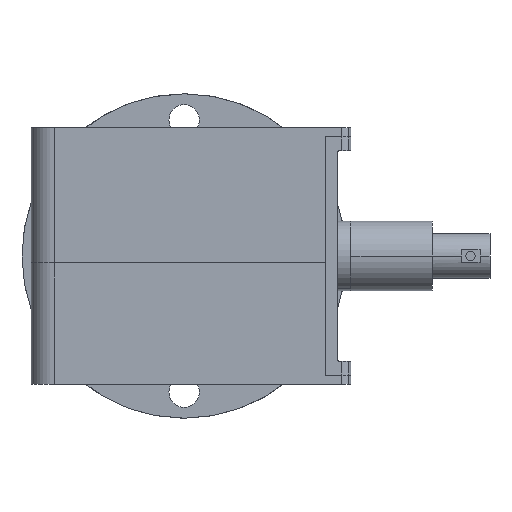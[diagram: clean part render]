
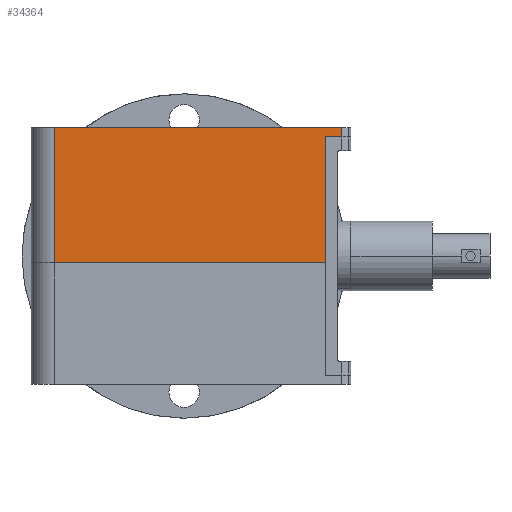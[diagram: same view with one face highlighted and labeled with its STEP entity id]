
A CAD part, front view. The second image highlights one B-rep face of the part: STEP entity #34364.
In plain terms, the highlighted planar face has unit normal (0, -1, 0).
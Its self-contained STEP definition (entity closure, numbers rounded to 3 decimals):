
#326 = CARTESIAN_POINT ( 'NONE',  ( 15.862, 61.241, 82.2 ) ) ;
#578 = VERTEX_POINT ( 'NONE', #17074 ) ;
#1031 = PLANE ( 'NONE',  #25229 ) ;
#1820 = EDGE_CURVE ( 'NONE', #11318, #37471, #33414, .T. ) ;
#2304 = CARTESIAN_POINT ( 'NONE',  ( 18.487, 61.241, 81.7 ) ) ;
#2329 = EDGE_CURVE ( 'NONE', #13508, #17891, #27493, .T. ) ;
#2793 = VECTOR ( 'NONE', #12411, 1000. ) ;
#3227 = VECTOR ( 'NONE', #18401, 1000. ) ;
#6051 = CARTESIAN_POINT ( 'NONE',  ( -42.638, 61.241, 83.7 ) ) ;
#6277 = CARTESIAN_POINT ( 'NONE',  ( -42.638, 61.241, 83.7 ) ) ;
#8756 = CARTESIAN_POINT ( 'NONE',  ( 19.362, 61.241, 82.95 ) ) ;
#8979 = CARTESIAN_POINT ( 'NONE',  ( -42.638, 61.241, 83.7 ) ) ;
#9477 = CARTESIAN_POINT ( 'NONE',  ( 15.862, 61.241, 54.5 ) ) ;
#10376 = ORIENTED_EDGE ( 'NONE', *, *, #19858, .T. ) ;
#10584 = DIRECTION ( 'NONE',  ( -1., 0., 0. ) ) ;
#10590 = ORIENTED_EDGE ( 'NONE', *, *, #2329, .T. ) ;
#11318 = VERTEX_POINT ( 'NONE', #6051 ) ;
#12198 = ORIENTED_EDGE ( 'NONE', *, *, #27186, .F. ) ;
#12411 = DIRECTION ( 'NONE',  ( 0., 0., 1. ) ) ;
#12466 = ORIENTED_EDGE ( 'NONE', *, *, #18920, .T. ) ;
#13137 = CARTESIAN_POINT ( 'NONE',  ( 18.362, 61.241, 83.7 ) ) ;
#13508 = VERTEX_POINT ( 'NONE', #9477 ) ;
#13768 = VECTOR ( 'NONE', #21095, 1000. ) ;
#14413 = DIRECTION ( 'NONE',  ( 1., 0., 0. ) ) ;
#17074 = CARTESIAN_POINT ( 'NONE',  ( -42.638, 61.241, 54.5 ) ) ;
#17891 = VERTEX_POINT ( 'NONE', #25570 ) ;
#18230 = CARTESIAN_POINT ( 'NONE',  ( 19.362, 61.241, 81.7 ) ) ;
#18401 = DIRECTION ( 'NONE',  ( 1., 0., 0. ) ) ;
#18920 = EDGE_CURVE ( 'NONE', #17891, #38287, #29477, .T. ) ;
#19858 = EDGE_CURVE ( 'NONE', #11318, #578, #36121, .T. ) ;
#20700 = ORIENTED_EDGE ( 'NONE', *, *, #33769, .F. ) ;
#20769 = VECTOR ( 'NONE', #20876, 1000. ) ;
#20876 = DIRECTION ( 'NONE',  ( 0., 0., -1. ) ) ;
#21095 = DIRECTION ( 'NONE',  ( 0., 0., -1. ) ) ;
#25229 = AXIS2_PLACEMENT_3D ( 'NONE', #13137, #25239, #37310 ) ;
#25239 = DIRECTION ( 'NONE',  ( 0., -1., 0. ) ) ;
#25570 = CARTESIAN_POINT ( 'NONE',  ( 15.862, 61.241, 81.7 ) ) ;
#25668 = LINE ( 'NONE', #37736, #28443 ) ;
#25739 = ORIENTED_EDGE ( 'NONE', *, *, #1820, .F. ) ;
#27186 = EDGE_CURVE ( 'NONE', #13508, #578, #25668, .T. ) ;
#27493 = LINE ( 'NONE', #326, #2793 ) ;
#28203 = FACE_OUTER_BOUND ( 'NONE', #36946, .T. ) ;
#28443 = VECTOR ( 'NONE', #10584, 1000. ) ;
#29477 = LINE ( 'NONE', #2304, #33318 ) ;
#30432 = CARTESIAN_POINT ( 'NONE',  ( 19.362, 61.241, 83.7 ) ) ;
#33318 = VECTOR ( 'NONE', #14413, 1000. ) ;
#33414 = LINE ( 'NONE', #6277, #3227 ) ;
#33769 = EDGE_CURVE ( 'NONE', #37471, #38287, #35899, .T. ) ;
#34364 = ADVANCED_FACE ( 'NONE', ( #28203 ), #1031, .T. ) ;
#35899 = LINE ( 'NONE', #8756, #20769 ) ;
#36121 = LINE ( 'NONE', #8979, #13768 ) ;
#36946 = EDGE_LOOP ( 'NONE', ( #20700, #25739, #10376, #12198, #10590, #12466 ) ) ;
#37310 = DIRECTION ( 'NONE',  ( 1., 0., 0. ) ) ;
#37471 = VERTEX_POINT ( 'NONE', #30432 ) ;
#37736 = CARTESIAN_POINT ( 'NONE',  ( -42.638, 61.241, 54.5 ) ) ;
#38287 = VERTEX_POINT ( 'NONE', #18230 ) ;
